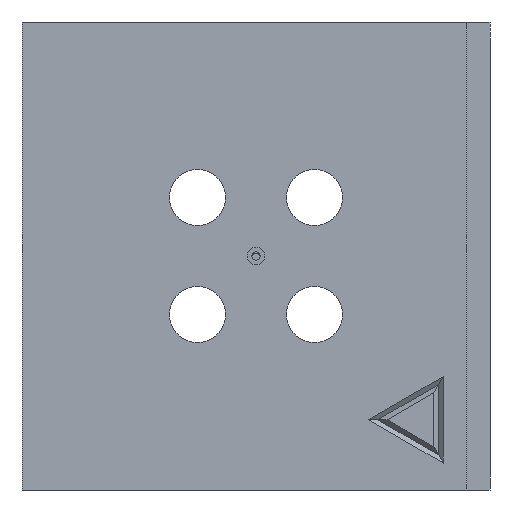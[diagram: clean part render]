
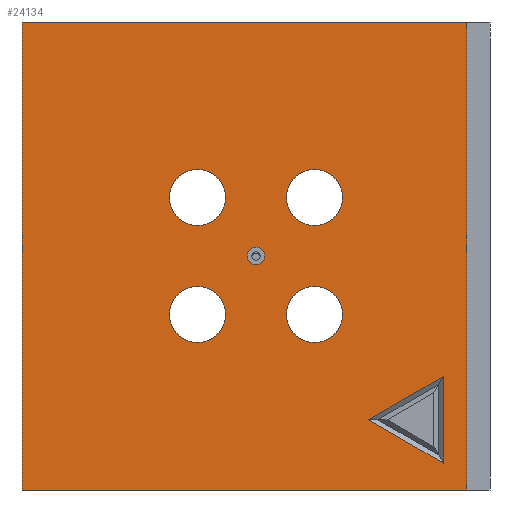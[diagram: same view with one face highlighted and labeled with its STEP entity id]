
A CAD part, left-side view. The second image highlights one B-rep face of the part: STEP entity #24134.
In plain terms, the highlighted planar face has unit normal (-1, 0, 0).
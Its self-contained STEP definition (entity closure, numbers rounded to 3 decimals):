
#799=FACE_BOUND('',#3938,.T.);
#800=FACE_BOUND('',#3939,.T.);
#801=FACE_BOUND('',#3940,.T.);
#802=FACE_BOUND('',#3941,.T.);
#803=FACE_BOUND('',#3942,.T.);
#804=FACE_BOUND('',#3943,.T.);
#979=CIRCLE('',#25466,6.);
#980=CIRCLE('',#25467,6.);
#981=CIRCLE('',#25468,6.);
#982=CIRCLE('',#25469,6.);
#983=CIRCLE('',#25470,1.875);
#2463=FACE_OUTER_BOUND('',#3937,.T.);
#3937=EDGE_LOOP('',(#21525,#21526,#21527,#21528));
#3938=EDGE_LOOP('',(#21529));
#3939=EDGE_LOOP('',(#21530));
#3940=EDGE_LOOP('',(#21531));
#3941=EDGE_LOOP('',(#21532));
#3942=EDGE_LOOP('',(#21533));
#3943=EDGE_LOOP('',(#21534,#21535,#21536));
#6770=LINE('',#40658,#9564);
#6772=LINE('',#40662,#9566);
#6775=LINE('',#40667,#9569);
#6783=LINE('',#40684,#9577);
#6784=LINE('',#40686,#9578);
#6785=LINE('',#40688,#9579);
#6786=LINE('',#40689,#9580);
#9564=VECTOR('',#30646,10.);
#9566=VECTOR('',#30650,10.);
#9569=VECTOR('',#30655,10.);
#9577=VECTOR('',#30671,10.);
#9578=VECTOR('',#30672,10.);
#9579=VECTOR('',#30673,10.);
#9580=VECTOR('',#30674,10.);
#11746=VERTEX_POINT('',#40655);
#11747=VERTEX_POINT('',#40657);
#11748=VERTEX_POINT('',#40661);
#11753=VERTEX_POINT('',#40682);
#11754=VERTEX_POINT('',#40683);
#11755=VERTEX_POINT('',#40685);
#11756=VERTEX_POINT('',#40687);
#11757=VERTEX_POINT('',#40690);
#11758=VERTEX_POINT('',#40692);
#11759=VERTEX_POINT('',#40694);
#11760=VERTEX_POINT('',#40696);
#11761=VERTEX_POINT('',#40698);
#15026=EDGE_CURVE('',#11747,#11746,#6770,.T.);
#15028=EDGE_CURVE('',#11746,#11748,#6772,.T.);
#15031=EDGE_CURVE('',#11748,#11747,#6775,.T.);
#15039=EDGE_CURVE('',#11753,#11754,#6783,.T.);
#15040=EDGE_CURVE('',#11753,#11755,#6784,.T.);
#15041=EDGE_CURVE('',#11756,#11755,#6785,.T.);
#15042=EDGE_CURVE('',#11754,#11756,#6786,.T.);
#15043=EDGE_CURVE('',#11757,#11757,#979,.T.);
#15044=EDGE_CURVE('',#11758,#11758,#980,.T.);
#15045=EDGE_CURVE('',#11759,#11759,#981,.T.);
#15046=EDGE_CURVE('',#11760,#11760,#982,.T.);
#15047=EDGE_CURVE('',#11761,#11761,#983,.T.);
#21525=ORIENTED_EDGE('',*,*,#15039,.F.);
#21526=ORIENTED_EDGE('',*,*,#15040,.T.);
#21527=ORIENTED_EDGE('',*,*,#15041,.F.);
#21528=ORIENTED_EDGE('',*,*,#15042,.F.);
#21529=ORIENTED_EDGE('',*,*,#15043,.T.);
#21530=ORIENTED_EDGE('',*,*,#15044,.T.);
#21531=ORIENTED_EDGE('',*,*,#15045,.T.);
#21532=ORIENTED_EDGE('',*,*,#15046,.T.);
#21533=ORIENTED_EDGE('',*,*,#15047,.T.);
#21534=ORIENTED_EDGE('',*,*,#15026,.T.);
#21535=ORIENTED_EDGE('',*,*,#15028,.T.);
#21536=ORIENTED_EDGE('',*,*,#15031,.T.);
#22865=PLANE('',#25465);
#24134=ADVANCED_FACE('',(#2463,#799,#800,#801,#802,#803,#804),#22865,.T.);
#25465=AXIS2_PLACEMENT_3D('',#40681,#30669,#30670);
#25466=AXIS2_PLACEMENT_3D('',#40691,#30675,#30676);
#25467=AXIS2_PLACEMENT_3D('',#40693,#30677,#30678);
#25468=AXIS2_PLACEMENT_3D('',#40695,#30679,#30680);
#25469=AXIS2_PLACEMENT_3D('',#40697,#30681,#30682);
#25470=AXIS2_PLACEMENT_3D('',#40699,#30683,#30684);
#30646=DIRECTION('',(0.,0.,-1.));
#30650=DIRECTION('',(0.,0.866,0.5));
#30655=DIRECTION('',(0.,-0.866,0.5));
#30669=DIRECTION('center_axis',(-1.,0.,0.));
#30670=DIRECTION('ref_axis',(0.,0.,1.));
#30671=DIRECTION('',(0.,0.,-1.));
#30672=DIRECTION('',(0.,1.,0.));
#30673=DIRECTION('',(0.,0.,1.));
#30674=DIRECTION('',(0.,1.,0.));
#30675=DIRECTION('center_axis',(1.,0.,0.));
#30676=DIRECTION('ref_axis',(0.,0.,1.));
#30677=DIRECTION('center_axis',(1.,0.,0.));
#30678=DIRECTION('ref_axis',(0.,0.,1.));
#30679=DIRECTION('center_axis',(1.,0.,0.));
#30680=DIRECTION('ref_axis',(0.,0.,1.));
#30681=DIRECTION('center_axis',(1.,0.,0.));
#30682=DIRECTION('ref_axis',(0.,0.,1.));
#30683=DIRECTION('center_axis',(1.,0.,0.));
#30684=DIRECTION('ref_axis',(0.,0.,1.));
#40655=CARTESIAN_POINT('',(-50.,5.,-44.238));
#40657=CARTESIAN_POINT('',(-50.,5.,-25.762));
#40658=CARTESIAN_POINT('',(-50.,5.,-37.881));
#40661=CARTESIAN_POINT('',(-50.,21.,-35.));
#40662=CARTESIAN_POINT('',(-50.,1.877,-46.04));
#40667=CARTESIAN_POINT('',(-50.,16.373,-32.328));
#40681=CARTESIAN_POINT('Origin',(-50.,0.,-50.));
#40682=CARTESIAN_POINT('',(-50.,0.,50.));
#40683=CARTESIAN_POINT('',(-50.,0.,-50.));
#40684=CARTESIAN_POINT('',(-50.,0.,50.));
#40685=CARTESIAN_POINT('',(-50.,95.,50.));
#40686=CARTESIAN_POINT('',(-50.,0.,50.));
#40687=CARTESIAN_POINT('',(-50.,95.,-50.));
#40688=CARTESIAN_POINT('',(-50.,95.,50.));
#40689=CARTESIAN_POINT('',(-50.,0.,-50.));
#40690=CARTESIAN_POINT('',(-50.,32.5,6.5));
#40691=CARTESIAN_POINT('Origin',(-50.,32.5,12.5));
#40692=CARTESIAN_POINT('',(-50.,57.5,6.5));
#40693=CARTESIAN_POINT('Origin',(-50.,57.5,12.5));
#40694=CARTESIAN_POINT('',(-50.,32.5,-18.5));
#40695=CARTESIAN_POINT('Origin',(-50.,32.5,-12.5));
#40696=CARTESIAN_POINT('',(-50.,57.5,-18.5));
#40697=CARTESIAN_POINT('Origin',(-50.,57.5,-12.5));
#40698=CARTESIAN_POINT('',(-50.,45.,-1.875));
#40699=CARTESIAN_POINT('Origin',(-50.,45.,0.));
